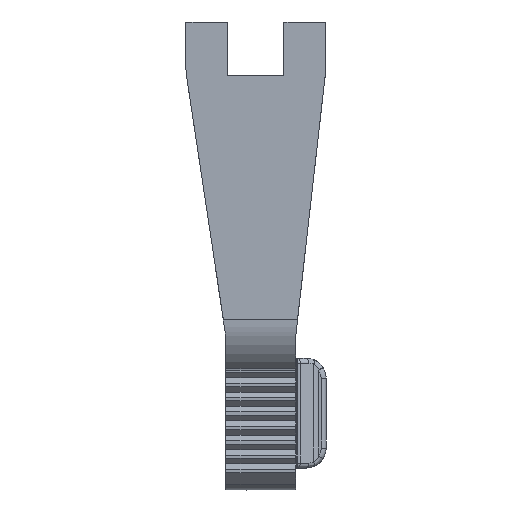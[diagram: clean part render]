
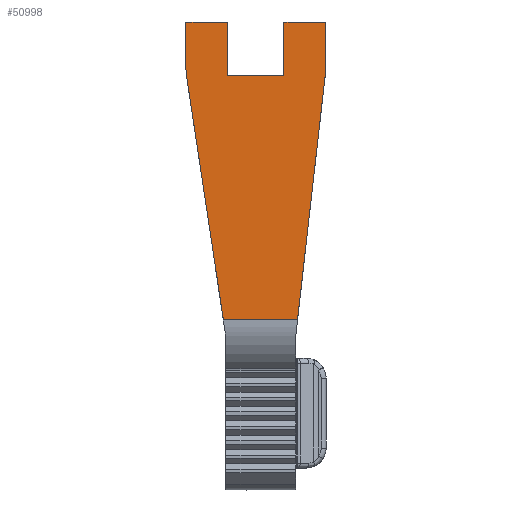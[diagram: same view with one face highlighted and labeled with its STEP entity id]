
A CAD part, front view. The second image highlights one B-rep face of the part: STEP entity #50998.
In plain terms, the highlighted planar face has unit normal (0, -1, 0.01).
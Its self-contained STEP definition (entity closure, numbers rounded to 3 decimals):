
#5=DIRECTION('',(0.,0.01,1.));
#6=VECTOR('',#5,4.718);
#7=CARTESIAN_POINT('',(6.5,-28.476,-4.718));
#8=LINE('',#7,#6);
#33=DIRECTION('',(0.112,0.01,0.994));
#34=VECTOR('',#33,24.742);
#35=CARTESIAN_POINT('',(3.685,-28.733,-29.864));
#36=LINE('',#35,#34);
#1274=CARTESIAN_POINT('',(-3.747,-28.733,
-29.864));
#1280=DIRECTION('',(1.,0.,0.));
#1281=VECTOR('',#1280,7.432);
#1282=CARTESIAN_POINT('',(-3.747,-28.733,
-29.864));
#1283=LINE('',#1282,#1281);
#1284=CARTESIAN_POINT('',(3.685,-28.733,
-29.864));
#1295=DIRECTION('',(0.149,-0.01,-0.989));
#1296=VECTOR('',#1295,24.771);
#1297=CARTESIAN_POINT('',(-7.444,-28.482,
-5.371));
#1298=LINE('',#1297,#1296);
#1323=CARTESIAN_POINT('',(-7.5,-28.475,-4.625));
#1324=CARTESIAN_POINT('',(-7.5,-28.477,-4.875));
#1325=CARTESIAN_POINT('',(-7.481,-28.48,
-5.124));
#1326=CARTESIAN_POINT('',(-7.444,-28.482,
-5.371));
#1328=DIRECTION('',(0.,-0.01,-1.));
#1329=VECTOR('',#1328,5.4);
#1330=CARTESIAN_POINT('',(-3.325,-28.427,0.));
#1331=LINE('',#1330,#1329);
#1332=DIRECTION('',(1.,0.,0.));
#1333=VECTOR('',#1332,5.65);
#1334=CARTESIAN_POINT('',(-3.325,-28.483,-5.4));
#1335=LINE('',#1334,#1333);
#1336=DIRECTION('',(0.,-0.01,-1.));
#1337=VECTOR('',#1336,5.4);
#1338=CARTESIAN_POINT('',(2.325,-28.427,0.));
#1339=LINE('',#1338,#1337);
#1340=CARTESIAN_POINT('',(6.5,-28.476,-4.718));
#1341=CARTESIAN_POINT('',(6.5,-28.478,-4.906));
#1342=CARTESIAN_POINT('',(6.489,-28.48,
-5.093));
#1343=CARTESIAN_POINT('',(6.468,-28.481,
-5.28));
#1419=DIRECTION('',(-1.,0.,0.));
#1420=VECTOR('',#1419,4.175);
#1421=CARTESIAN_POINT('',(6.5,-28.427,0.));
#1422=LINE('',#1421,#1420);
#1447=DIRECTION('',(-1.,0.,0.));
#1448=VECTOR('',#1447,4.175);
#1449=CARTESIAN_POINT('',(-3.325,-28.427,0.));
#1450=LINE('',#1449,#1448);
#1479=DIRECTION('',(0.,0.01,1.));
#1480=VECTOR('',#1479,4.625);
#1481=CARTESIAN_POINT('',(-7.5,-28.475,-4.625));
#1482=LINE('',#1481,#1480);
#38441=CARTESIAN_POINT('',(6.5,-28.427,0.));
#38443=VERTEX_POINT('',#38441);
#38469=CARTESIAN_POINT('',(-7.5,-28.427,0.));
#38471=VERTEX_POINT('',#38469);
#38991=CARTESIAN_POINT('',(-3.325,-28.427,0.));
#38992=CARTESIAN_POINT('',(-3.325,-28.483,-5.4));
#38993=VERTEX_POINT('',#38991);
#38994=VERTEX_POINT('',#38992);
#38995=CARTESIAN_POINT('',(2.325,-28.427,0.));
#38996=CARTESIAN_POINT('',(2.325,-28.483,-5.4));
#38997=VERTEX_POINT('',#38995);
#38998=VERTEX_POINT('',#38996);
#39004=VERTEX_POINT('',#1323);
#39005=VERTEX_POINT('',#1326);
#39010=CARTESIAN_POINT('',(6.468,-28.481,
-5.28));
#39012=VERTEX_POINT('',#39010);
#39013=VERTEX_POINT('',#1340);
#42667=VERTEX_POINT('',#1284);
#42669=VERTEX_POINT('',#1274);
#50972=CARTESIAN_POINT('',(6.5,-28.75,-31.5));
#50973=DIRECTION('',(0.,1.,-0.01));
#50974=DIRECTION('',(0.,0.01,1.));
#50975=AXIS2_PLACEMENT_3D('',#50972,#50973,#50974);
#50976=PLANE('',#50975);
#50977=ORIENTED_EDGE('',*,*,#49905,.F.);
#50978=ORIENTED_EDGE('',*,*,#50942,.F.);
#50979=ORIENTED_EDGE('',*,*,#50954,.F.);
#50981=ORIENTED_EDGE('',*,*,#50980,.F.);
#50983=ORIENTED_EDGE('',*,*,#50982,.T.);
#50985=ORIENTED_EDGE('',*,*,#50984,.F.);
#50987=ORIENTED_EDGE('',*,*,#50986,.T.);
#50989=ORIENTED_EDGE('',*,*,#50988,.T.);
#50991=ORIENTED_EDGE('',*,*,#50990,.F.);
#50993=ORIENTED_EDGE('',*,*,#50992,.F.);
#50994=ORIENTED_EDGE('',*,*,#49862,.F.);
#50995=ORIENTED_EDGE('',*,*,#49886,.T.);
#50996=EDGE_LOOP('',(#50977,#50978,#50979,#50981,#50983,#50985,#50987,#50989,
#50991,#50993,#50994,#50995));
#50997=FACE_OUTER_BOUND('',#50996,.F.);
#50998=ADVANCED_FACE('',(#50997),#50976,.F.);
#1327=B_SPLINE_CURVE_WITH_KNOTS('',3,(#1323,#1324,#1325,#1326),.UNSPECIFIED.,
.F.,.F.,(4,4),(0.,1.),.UNSPECIFIED.);
#1344=B_SPLINE_CURVE_WITH_KNOTS('',3,(#1340,#1341,#1342,#1343),.UNSPECIFIED.,
.F.,.F.,(4,4),(0.,1.),.UNSPECIFIED.);
#49862=EDGE_CURVE('',#39013,#38443,#8,.T.);
#49886=EDGE_CURVE('',#39013,#39012,#1344,.T.);
#49905=EDGE_CURVE('',#42667,#39012,#36,.T.);
#50942=EDGE_CURVE('',#42669,#42667,#1283,.T.);
#50954=EDGE_CURVE('',#39005,#42669,#1298,.T.);
#50980=EDGE_CURVE('',#39004,#39005,#1327,.T.);
#50982=EDGE_CURVE('',#39004,#38471,#1482,.T.);
#50984=EDGE_CURVE('',#38993,#38471,#1450,.T.);
#50986=EDGE_CURVE('',#38993,#38994,#1331,.T.);
#50988=EDGE_CURVE('',#38994,#38998,#1335,.T.);
#50990=EDGE_CURVE('',#38997,#38998,#1339,.T.);
#50992=EDGE_CURVE('',#38443,#38997,#1422,.T.);
